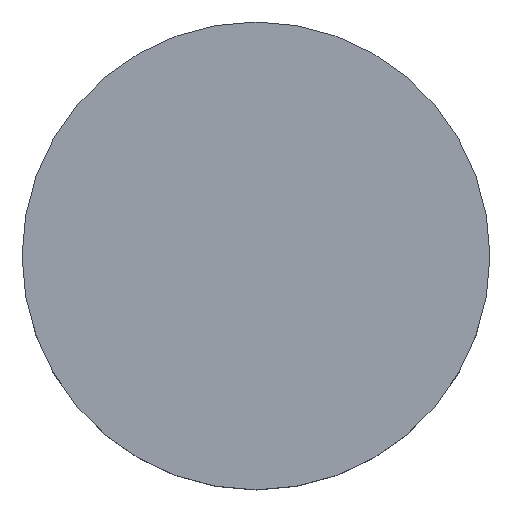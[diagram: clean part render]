
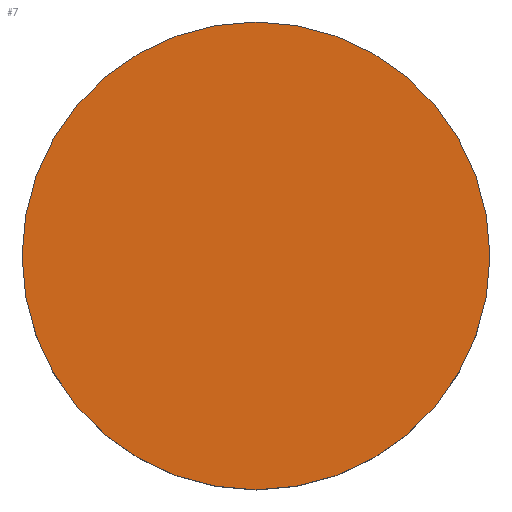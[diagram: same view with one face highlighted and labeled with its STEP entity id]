
A CAD part, top view. The second image highlights one B-rep face of the part: STEP entity #7.
In plain terms, the highlighted planar face has unit normal (0, 0, 1).
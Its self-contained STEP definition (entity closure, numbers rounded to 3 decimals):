
#3 = CIRCLE ( 'NONE', #22, 6.35 ) ;
#7 = ADVANCED_FACE ( 'NONE', ( #88 ), #204, .T. ) ;
#9 = DIRECTION ( 'NONE',  ( 1., 0., 0. ) ) ;
#18 = CARTESIAN_POINT ( 'NONE',  ( 0., 0., 3. ) ) ;
#20 = DIRECTION ( 'NONE',  ( 0., -1., 0. ) ) ;
#22 = AXIS2_PLACEMENT_3D ( 'NONE', #24, #61, #158 ) ;
#24 = CARTESIAN_POINT ( 'NONE',  ( 0., 0., 3. ) ) ;
#37 = DIRECTION ( 'NONE',  ( 0., 0., 1. ) ) ;
#45 = EDGE_LOOP ( 'NONE', ( #117, #111 ) ) ;
#60 = CARTESIAN_POINT ( 'NONE',  ( 0., 6.35, 3. ) ) ;
#61 = DIRECTION ( 'NONE',  ( 0., 0., -1. ) ) ;
#71 = EDGE_CURVE ( 'NONE', #74, #134, #3, .T. ) ;
#74 = VERTEX_POINT ( 'NONE', #92 ) ;
#88 = FACE_OUTER_BOUND ( 'NONE', #45, .T. ) ;
#92 = CARTESIAN_POINT ( 'NONE',  ( 0., -6.35, 3. ) ) ;
#111 = ORIENTED_EDGE ( 'NONE', *, *, #189, .F. ) ;
#117 = ORIENTED_EDGE ( 'NONE', *, *, #71, .F. ) ;
#129 = DIRECTION ( 'NONE',  ( 0., 0., -1. ) ) ;
#132 = AXIS2_PLACEMENT_3D ( 'NONE', #185, #37, #9 ) ;
#134 = VERTEX_POINT ( 'NONE', #60 ) ;
#158 = DIRECTION ( 'NONE',  ( 0., -1., 0. ) ) ;
#181 = CIRCLE ( 'NONE', #202, 6.35 ) ;
#185 = CARTESIAN_POINT ( 'NONE',  ( 0., 13.158, 3. ) ) ;
#189 = EDGE_CURVE ( 'NONE', #134, #74, #181, .T. ) ;
#202 = AXIS2_PLACEMENT_3D ( 'NONE', #18, #129, #20 ) ;
#204 = PLANE ( 'NONE',  #132 ) ;
